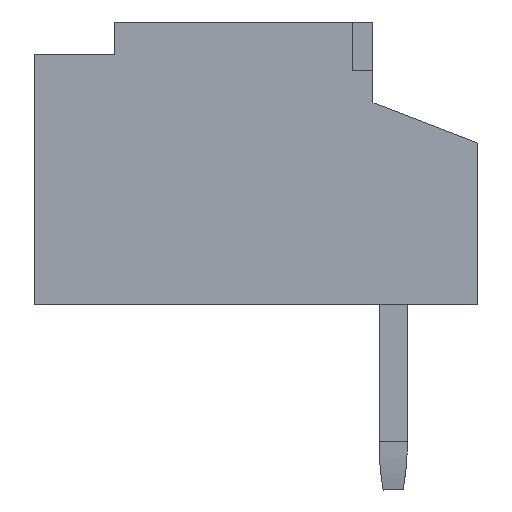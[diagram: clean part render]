
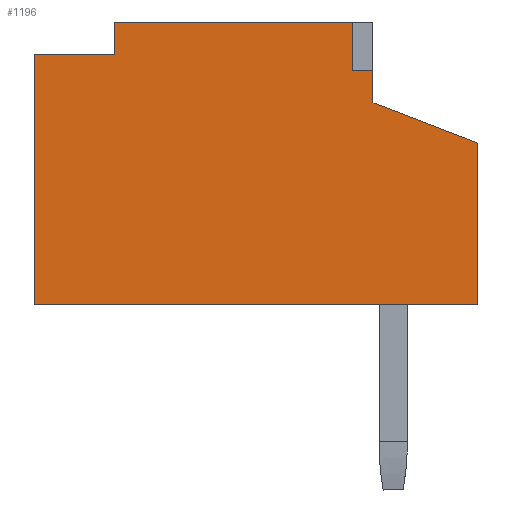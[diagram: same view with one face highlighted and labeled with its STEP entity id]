
A CAD part, left-side view. The second image highlights one B-rep face of the part: STEP entity #1196.
In plain terms, the highlighted planar face has unit normal (-1, 0, 0).
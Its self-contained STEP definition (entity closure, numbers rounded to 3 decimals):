
#7 = VECTOR ( 'NONE', #2721, 1000. ) ;
#37 = LINE ( 'NONE', #3843, #92 ) ;
#55 = CARTESIAN_POINT ( 'NONE',  ( -2.125, -3.225, 0.6 ) ) ;
#92 = VECTOR ( 'NONE', #2424, 1000. ) ;
#93 = CARTESIAN_POINT ( 'NONE',  ( -2.125, -0.025, 1.6 ) ) ;
#122 = EDGE_LOOP ( 'NONE', ( #1183, #482, #4132, #2987, #1566, #227, #1335, #2463, #3873, #1738 ) ) ;
#156 = CARTESIAN_POINT ( 'NONE',  ( -2.125, -3.225, 1. ) ) ;
#227 = ORIENTED_EDGE ( 'NONE', *, *, #4036, .T. ) ;
#280 = CARTESIAN_POINT ( 'NONE',  ( -2.125, -4.525, -1.9 ) ) ;
#293 = CARTESIAN_POINT ( 'NONE',  ( -2.125, -4.525, 1.6 ) ) ;
#330 = LINE ( 'NONE', #2086, #7 ) ;
#378 = EDGE_CURVE ( 'NONE', #3406, #1163, #3714, .T. ) ;
#391 = CARTESIAN_POINT ( 'NONE',  ( -2.125, -4.525, 0.1 ) ) ;
#410 = DIRECTION ( 'NONE',  ( 0., 0., 1. ) ) ;
#482 = ORIENTED_EDGE ( 'NONE', *, *, #4120, .T. ) ;
#555 = DIRECTION ( 'NONE',  ( 0., 0., 1. ) ) ;
#631 = LINE ( 'NONE', #3113, #2787 ) ;
#663 = LINE ( 'NONE', #1388, #3091 ) ;
#672 = EDGE_CURVE ( 'NONE', #4160, #2664, #37, .T. ) ;
#788 = EDGE_CURVE ( 'NONE', #1140, #3165, #631, .T. ) ;
#871 = DIRECTION ( 'NONE',  ( 0., 0., -1. ) ) ;
#953 = EDGE_CURVE ( 'NONE', #2664, #1426, #3172, .T. ) ;
#1087 = DIRECTION ( 'NONE',  ( 0., 0., 1. ) ) ;
#1129 = VERTEX_POINT ( 'NONE', #1727 ) ;
#1140 = VERTEX_POINT ( 'NONE', #3994 ) ;
#1163 = VERTEX_POINT ( 'NONE', #3678 ) ;
#1183 = ORIENTED_EDGE ( 'NONE', *, *, #953, .T. ) ;
#1196 = ADVANCED_FACE ( 'NONE', ( #1378 ), #4125, .T. ) ;
#1307 = LINE ( 'NONE', #2297, #4396 ) ;
#1335 = ORIENTED_EDGE ( 'NONE', *, *, #788, .F. ) ;
#1378 = FACE_OUTER_BOUND ( 'NONE', #122, .T. ) ;
#1388 = CARTESIAN_POINT ( 'NONE',  ( -2.125, -4.525, 1.2 ) ) ;
#1426 = VERTEX_POINT ( 'NONE', #156 ) ;
#1445 = CARTESIAN_POINT ( 'NONE',  ( -2.125, -2.975, 1. ) ) ;
#1502 = EDGE_CURVE ( 'NONE', #1140, #1129, #1850, .T. ) ;
#1566 = ORIENTED_EDGE ( 'NONE', *, *, #3592, .T. ) ;
#1571 = VECTOR ( 'NONE', #4333, 1000. ) ;
#1575 = VECTOR ( 'NONE', #555, 1000. ) ;
#1727 = CARTESIAN_POINT ( 'NONE',  ( -2.125, -4.525, -1.9 ) ) ;
#1728 = DIRECTION ( 'NONE',  ( 0., 1., 0. ) ) ;
#1738 = ORIENTED_EDGE ( 'NONE', *, *, #672, .T. ) ;
#1781 = EDGE_CURVE ( 'NONE', #1129, #4160, #2108, .T. ) ;
#1850 = LINE ( 'NONE', #280, #1897 ) ;
#1897 = VECTOR ( 'NONE', #3329, 1000. ) ;
#1943 = CARTESIAN_POINT ( 'NONE',  ( -2.125, 0.975, 1.2 ) ) ;
#2086 = CARTESIAN_POINT ( 'NONE',  ( -2.125, -4.525, 1. ) ) ;
#2108 = LINE ( 'NONE', #2769, #2889 ) ;
#2153 = VERTEX_POINT ( 'NONE', #2986 ) ;
#2297 = CARTESIAN_POINT ( 'NONE',  ( -2.125, -0.025, -1.9 ) ) ;
#2377 = LINE ( 'NONE', #4365, #1571 ) ;
#2402 = DIRECTION ( 'NONE',  ( -1., 0., 0. ) ) ;
#2424 = DIRECTION ( 'NONE',  ( 0., 0.933, 0.359 ) ) ;
#2463 = ORIENTED_EDGE ( 'NONE', *, *, #1502, .T. ) ;
#2664 = VERTEX_POINT ( 'NONE', #55 ) ;
#2721 = DIRECTION ( 'NONE',  ( 0., 1., 0. ) ) ;
#2769 = CARTESIAN_POINT ( 'NONE',  ( -2.125, -4.525, -1.9 ) ) ;
#2787 = VECTOR ( 'NONE', #410, 1000. ) ;
#2889 = VECTOR ( 'NONE', #1087, 1000. ) ;
#2902 = CARTESIAN_POINT ( 'NONE',  ( -2.125, -3.225, -0.6 ) ) ;
#2944 = AXIS2_PLACEMENT_3D ( 'NONE', #3026, #2402, #4433 ) ;
#2986 = CARTESIAN_POINT ( 'NONE',  ( -2.125, -0.025, 1.2 ) ) ;
#2987 = ORIENTED_EDGE ( 'NONE', *, *, #378, .F. ) ;
#3026 = CARTESIAN_POINT ( 'NONE',  ( -2.125, -4.525, -1.9 ) ) ;
#3091 = VECTOR ( 'NONE', #1728, 1000. ) ;
#3113 = CARTESIAN_POINT ( 'NONE',  ( -2.125, 0.975, 0. ) ) ;
#3165 = VERTEX_POINT ( 'NONE', #1943 ) ;
#3172 = LINE ( 'NONE', #2902, #1575 ) ;
#3174 = EDGE_CURVE ( 'NONE', #4251, #1163, #2377, .T. ) ;
#3329 = DIRECTION ( 'NONE',  ( 0., -1., 0. ) ) ;
#3368 = DIRECTION ( 'NONE',  ( 0., -1., 0. ) ) ;
#3406 = VERTEX_POINT ( 'NONE', #93 ) ;
#3592 = EDGE_CURVE ( 'NONE', #3406, #2153, #1307, .T. ) ;
#3678 = CARTESIAN_POINT ( 'NONE',  ( -2.125, -2.975, 1.6 ) ) ;
#3714 = LINE ( 'NONE', #293, #3775 ) ;
#3775 = VECTOR ( 'NONE', #3368, 1000. ) ;
#3843 = CARTESIAN_POINT ( 'NONE',  ( -2.125, -4.525, 0.1 ) ) ;
#3873 = ORIENTED_EDGE ( 'NONE', *, *, #1781, .T. ) ;
#3994 = CARTESIAN_POINT ( 'NONE',  ( -2.125, 0.975, -1.9 ) ) ;
#4036 = EDGE_CURVE ( 'NONE', #2153, #3165, #663, .T. ) ;
#4120 = EDGE_CURVE ( 'NONE', #1426, #4251, #330, .T. ) ;
#4125 = PLANE ( 'NONE',  #2944 ) ;
#4132 = ORIENTED_EDGE ( 'NONE', *, *, #3174, .T. ) ;
#4160 = VERTEX_POINT ( 'NONE', #391 ) ;
#4251 = VERTEX_POINT ( 'NONE', #1445 ) ;
#4333 = DIRECTION ( 'NONE',  ( 0., 0., 1. ) ) ;
#4365 = CARTESIAN_POINT ( 'NONE',  ( -2.125, -2.975, 1.6 ) ) ;
#4396 = VECTOR ( 'NONE', #871, 1000. ) ;
#4433 = DIRECTION ( 'NONE',  ( 0., 0., 1. ) ) ;
